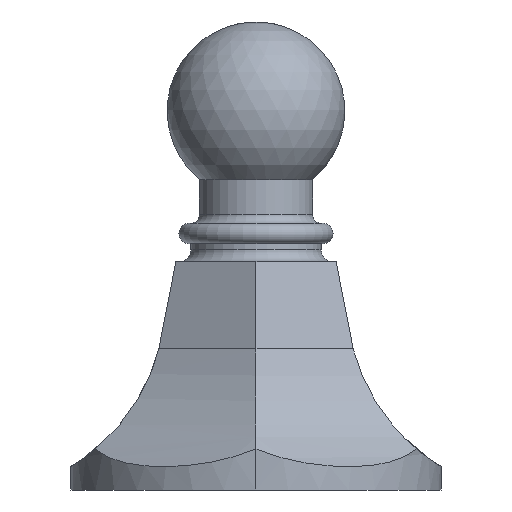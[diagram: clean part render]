
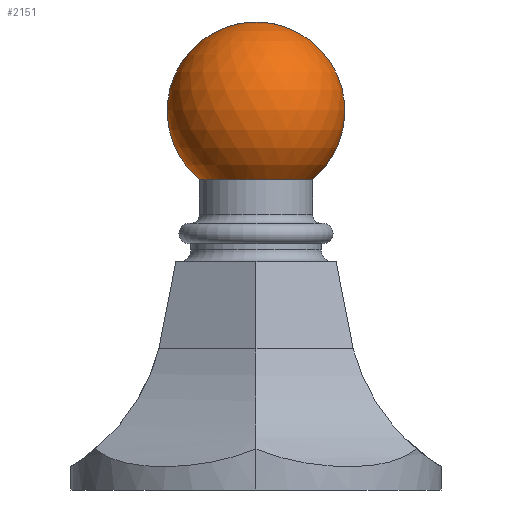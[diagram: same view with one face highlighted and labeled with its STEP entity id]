
A CAD part, left-side view. The second image highlights one B-rep face of the part: STEP entity #2151.
In plain terms, the highlighted spherical face has radius 14.986 mm.
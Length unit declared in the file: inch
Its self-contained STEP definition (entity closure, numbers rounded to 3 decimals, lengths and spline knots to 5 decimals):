
#787=CARTESIAN_POINT('',(-12.,0.,2.516));
#788=DIRECTION('',(1.,0.,0.));
#789=DIRECTION('',(0.,0.636,-0.772));
#790=AXIS2_PLACEMENT_3D('',#787,#788,#789);
#795=CARTESIAN_POINT('',(-12.,0.,2.516));
#796=DIRECTION('',(-1.,0.,0.));
#797=DIRECTION('',(0.,-0.636,-0.772));
#798=AXIS2_PLACEMENT_3D('',#795,#796,#797);
#803=CARTESIAN_POINT('',(-12.,0.,2.06051));
#804=DIRECTION('',(0.,0.,1.));
#805=DIRECTION('',(0.,1.,0.));
#806=AXIS2_PLACEMENT_3D('',#803,#804,#805);
#1557=CARTESIAN_POINT('',(-12.,0.375,2.06051));
#1558=CARTESIAN_POINT('',(-12.,0.,3.106));
#1559=VERTEX_POINT('',#1557);
#1560=VERTEX_POINT('',#1558);
#1561=CARTESIAN_POINT('',(-12.,-0.375,2.06051));
#1562=VERTEX_POINT('',#1561);
#2140=CARTESIAN_POINT('',(-12.,0.,2.516));
#2141=DIRECTION('',(0.,0.,-1.));
#2142=DIRECTION('',(0.,-1.,0.));
#2143=AXIS2_PLACEMENT_3D('',#2140,#2141,#2142);
#2144=SPHERICAL_SURFACE('',#2143,0.59);
#2145=ORIENTED_EDGE('',*,*,#2120,.T.);
#2146=ORIENTED_EDGE('',*,*,#2124,.F.);
#2148=ORIENTED_EDGE('',*,*,#2147,.F.);
#2149=EDGE_LOOP('',(#2145,#2146,#2148));
#2150=FACE_OUTER_BOUND('',#2149,.F.);
#791=CIRCLE('',#790,0.59);
#799=CIRCLE('',#798,0.59);
#807=CIRCLE('',#806,0.375);
#2120=EDGE_CURVE('',#1559,#1560,#791,.T.);
#2124=EDGE_CURVE('',#1562,#1560,#799,.T.);
#2147=EDGE_CURVE('',#1559,#1562,#807,.T.);
#2151=ADVANCED_FACE('',(#2150),#2144,.T.);
